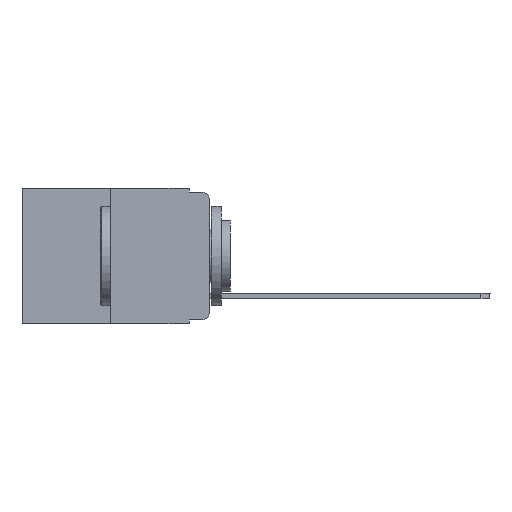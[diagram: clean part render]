
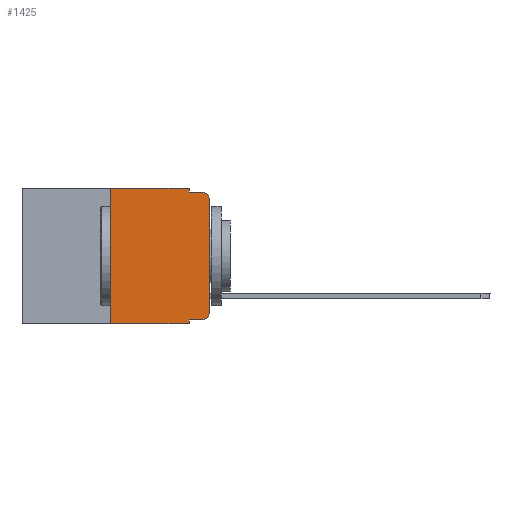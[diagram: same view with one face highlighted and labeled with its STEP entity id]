
A CAD part, left-side view. The second image highlights one B-rep face of the part: STEP entity #1425.
In plain terms, the highlighted planar face has unit normal (-1, 0, 0).
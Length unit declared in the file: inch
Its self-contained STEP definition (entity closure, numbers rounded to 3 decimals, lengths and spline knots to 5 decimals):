
#213 = CARTESIAN_POINT ( 'NONE',  ( 0., 0.051, 0. ) ) ;
#414 = VERTEX_POINT ( 'NONE', #3768 ) ;
#944 = EDGE_CURVE ( 'NONE', #7216, #8211, #11544, .T. ) ;
#1418 = CARTESIAN_POINT ( 'NONE',  ( 0., 0., -0.03 ) ) ;
#1425 = ADVANCED_FACE ( 'NONE', ( #7926 ), #15328, .F. ) ;
#1440 = CARTESIAN_POINT ( 'NONE',  ( 0., 0.473, 0. ) ) ;
#1549 = CARTESIAN_POINT ( 'NONE',  ( 0., 0.25, 0. ) ) ;
#2261 = EDGE_CURVE ( 'NONE', #10049, #13528, #14258, .T. ) ;
#2449 = DIRECTION ( 'NONE',  ( 0., 0., -1. ) ) ;
#2465 = CIRCLE ( 'NONE', #13652, 0.02 ) ;
#2634 = CARTESIAN_POINT ( 'NONE',  ( 0., 0.051, -0.343 ) ) ;
#2650 = ORIENTED_EDGE ( 'NONE', *, *, #13219, .F. ) ;
#2822 = LINE ( 'NONE', #1549, #3991 ) ;
#3167 = ORIENTED_EDGE ( 'NONE', *, *, #12262, .F. ) ;
#3475 = CARTESIAN_POINT ( 'NONE',  ( 0., 0.25, -0.343 ) ) ;
#3502 = VERTEX_POINT ( 'NONE', #12098 ) ;
#3679 = VERTEX_POINT ( 'NONE', #1418 ) ;
#3709 = LINE ( 'NONE', #12480, #8533 ) ;
#3768 = CARTESIAN_POINT ( 'NONE',  ( 0., 0., -0.313 ) ) ;
#3969 = VECTOR ( 'NONE', #11207, 39.37008 ) ;
#3991 = VECTOR ( 'NONE', #6401, 39.37008 ) ;
#4018 = ORIENTED_EDGE ( 'NONE', *, *, #14189, .T. ) ;
#4343 = DIRECTION ( 'NONE',  ( 0., 0., -1. ) ) ;
#4456 = VECTOR ( 'NONE', #14983, 39.37008 ) ;
#4481 = AXIS2_PLACEMENT_3D ( 'NONE', #14707, #13349, #2449 ) ;
#4637 = CARTESIAN_POINT ( 'NONE',  ( 0., 0.051, -0.333 ) ) ;
#4837 = EDGE_CURVE ( 'NONE', #6610, #6907, #14207, .T. ) ;
#5590 = VECTOR ( 'NONE', #11780, 39.37008 ) ;
#5712 = VECTOR ( 'NONE', #9494, 39.37008 ) ;
#6016 = EDGE_CURVE ( 'NONE', #414, #3679, #9831, .T. ) ;
#6243 = EDGE_CURVE ( 'NONE', #7216, #3502, #2822, .T. ) ;
#6401 = DIRECTION ( 'NONE',  ( 0., 0., 1. ) ) ;
#6416 = DIRECTION ( 'NONE',  ( 0., -1., 0. ) ) ;
#6419 = LINE ( 'NONE', #213, #3969 ) ;
#6610 = VERTEX_POINT ( 'NONE', #12588 ) ;
#6860 = ORIENTED_EDGE ( 'NONE', *, *, #6243, .F. ) ;
#6907 = VERTEX_POINT ( 'NONE', #10833 ) ;
#7084 = CARTESIAN_POINT ( 'NONE',  ( 0., 0.051, 0. ) ) ;
#7197 = DIRECTION ( 'NONE',  ( 0., 0., -1. ) ) ;
#7216 = VERTEX_POINT ( 'NONE', #3475 ) ;
#7431 = CARTESIAN_POINT ( 'NONE',  ( 0., 0.02, -0.03 ) ) ;
#7437 = CARTESIAN_POINT ( 'NONE',  ( 0., 0.051, -0.01 ) ) ;
#7634 = ORIENTED_EDGE ( 'NONE', *, *, #11919, .F. ) ;
#7926 = FACE_OUTER_BOUND ( 'NONE', #15178, .T. ) ;
#8062 = ORIENTED_EDGE ( 'NONE', *, *, #2261, .F. ) ;
#8211 = VERTEX_POINT ( 'NONE', #2634 ) ;
#8533 = VECTOR ( 'NONE', #6416, 39.37008 ) ;
#9035 = ORIENTED_EDGE ( 'NONE', *, *, #4837, .T. ) ;
#9494 = DIRECTION ( 'NONE',  ( 0., -1., 0. ) ) ;
#9831 = LINE ( 'NONE', #14536, #15701 ) ;
#9985 = ORIENTED_EDGE ( 'NONE', *, *, #14585, .T. ) ;
#10049 = VERTEX_POINT ( 'NONE', #15088 ) ;
#10228 = CARTESIAN_POINT ( 'NONE',  ( 0., 0.473, 0. ) ) ;
#10464 = AXIS2_PLACEMENT_3D ( 'NONE', #10228, #10470, #4343 ) ;
#10470 = DIRECTION ( 'NONE',  ( 1., 0., 0. ) ) ;
#10833 = CARTESIAN_POINT ( 'NONE',  ( 0., 0.02, -0.333 ) ) ;
#10973 = ORIENTED_EDGE ( 'NONE', *, *, #6016, .T. ) ;
#11207 = DIRECTION ( 'NONE',  ( 0., 0., -1. ) ) ;
#11544 = LINE ( 'NONE', #12434, #12993 ) ;
#11780 = DIRECTION ( 'NONE',  ( 0., 0., -1. ) ) ;
#11919 = EDGE_CURVE ( 'NONE', #13528, #12516, #3709, .T. ) ;
#12098 = CARTESIAN_POINT ( 'NONE',  ( 0., 0.25, 0. ) ) ;
#12189 = CARTESIAN_POINT ( 'NONE',  ( 0., 0.02, -0.01 ) ) ;
#12262 = EDGE_CURVE ( 'NONE', #3502, #10049, #13784, .T. ) ;
#12434 = CARTESIAN_POINT ( 'NONE',  ( 0., 0.473, -0.343 ) ) ;
#12480 = CARTESIAN_POINT ( 'NONE',  ( 0., 0.051, -0.01 ) ) ;
#12516 = VERTEX_POINT ( 'NONE', #12189 ) ;
#12579 = DIRECTION ( 'NONE',  ( 0., -1., 0. ) ) ;
#12588 = CARTESIAN_POINT ( 'NONE',  ( 0., 0.051, -0.333 ) ) ;
#12993 = VECTOR ( 'NONE', #12579, 39.37008 ) ;
#13219 = EDGE_CURVE ( 'NONE', #6610, #8211, #6419, .T. ) ;
#13333 = DIRECTION ( 'NONE',  ( -1., 0., 0. ) ) ;
#13349 = DIRECTION ( 'NONE',  ( -1., 0., 0. ) ) ;
#13528 = VERTEX_POINT ( 'NONE', #7437 ) ;
#13652 = AXIS2_PLACEMENT_3D ( 'NONE', #7431, #13333, #7197 ) ;
#13784 = LINE ( 'NONE', #1440, #4456 ) ;
#13792 = ORIENTED_EDGE ( 'NONE', *, *, #944, .T. ) ;
#13892 = CIRCLE ( 'NONE', #4481, 0.02 ) ;
#14189 = EDGE_CURVE ( 'NONE', #6907, #414, #13892, .T. ) ;
#14207 = LINE ( 'NONE', #4637, #5712 ) ;
#14258 = LINE ( 'NONE', #7084, #5590 ) ;
#14536 = CARTESIAN_POINT ( 'NONE',  ( 0., 0., 0. ) ) ;
#14585 = EDGE_CURVE ( 'NONE', #3679, #12516, #2465, .T. ) ;
#14612 = DIRECTION ( 'NONE',  ( 0., 0., 1. ) ) ;
#14707 = CARTESIAN_POINT ( 'NONE',  ( 0., 0.02, -0.313 ) ) ;
#14983 = DIRECTION ( 'NONE',  ( 0., -1., 0. ) ) ;
#15088 = CARTESIAN_POINT ( 'NONE',  ( 0., 0.051, 0. ) ) ;
#15178 = EDGE_LOOP ( 'NONE', ( #10973, #9985, #7634, #8062, #3167, #6860, #13792, #2650, #9035, #4018 ) ) ;
#15328 = PLANE ( 'NONE',  #10464 ) ;
#15701 = VECTOR ( 'NONE', #14612, 39.37008 ) ;
